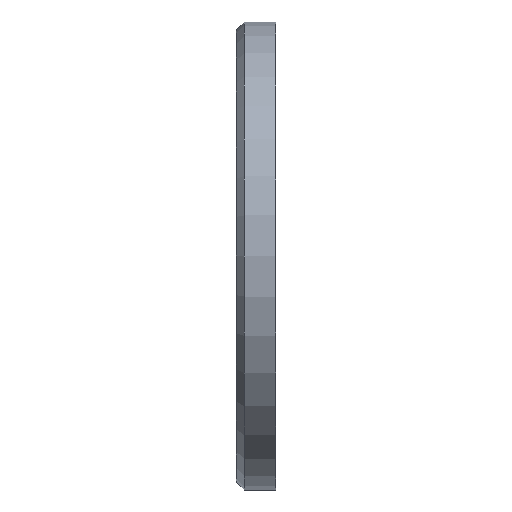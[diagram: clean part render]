
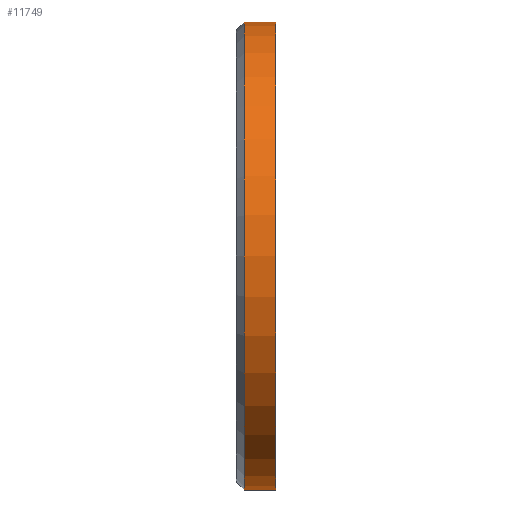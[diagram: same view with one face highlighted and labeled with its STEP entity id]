
A CAD part, left-side view. The second image highlights one B-rep face of the part: STEP entity #11749.
In plain terms, the highlighted cylindrical face has radius 60 mm (diameter 120 mm), a partial arc.
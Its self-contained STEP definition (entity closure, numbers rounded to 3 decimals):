
#316 = AXIS2_PLACEMENT_3D ( 'NONE', #14277, #8469, #1470 ) ;
#468 = VERTEX_POINT ( 'NONE', #1152 ) ;
#1152 = CARTESIAN_POINT ( 'NONE',  ( 0., 0., -60. ) ) ;
#1211 = CARTESIAN_POINT ( 'NONE',  ( 0., 10., 0. ) ) ;
#1313 = DIRECTION ( 'NONE',  ( 0., -1., 0. ) ) ;
#1470 = DIRECTION ( 'NONE',  ( 0., 0., 1. ) ) ;
#1538 = VERTEX_POINT ( 'NONE', #1922 ) ;
#1922 = CARTESIAN_POINT ( 'NONE',  ( 0., 0., 60. ) ) ;
#1987 = CIRCLE ( 'NONE', #316, 60. ) ;
#2144 = CARTESIAN_POINT ( 'NONE',  ( 0., 0., 0. ) ) ;
#2978 = DIRECTION ( 'NONE',  ( 0., -1., 0. ) ) ;
#3104 = VECTOR ( 'NONE', #12976, 1000. ) ;
#3390 = VECTOR ( 'NONE', #2978, 1000. ) ;
#3566 = DIRECTION ( 'NONE',  ( 0., 0., -1. ) ) ;
#4158 = CARTESIAN_POINT ( 'NONE',  ( 0., 8., -60. ) ) ;
#4283 = VERTEX_POINT ( 'NONE', #4158 ) ;
#4709 = EDGE_CURVE ( 'NONE', #10244, #4283, #1987, .T. ) ;
#4882 = FACE_OUTER_BOUND ( 'NONE', #8286, .T. ) ;
#5110 = EDGE_CURVE ( 'NONE', #10244, #1538, #9287, .T. ) ;
#5884 = DIRECTION ( 'NONE',  ( 0., 1., 0. ) ) ;
#6161 = CIRCLE ( 'NONE', #13074, 60. ) ;
#6453 = ORIENTED_EDGE ( 'NONE', *, *, #8059, .T. ) ;
#6622 = ORIENTED_EDGE ( 'NONE', *, *, #4709, .T. ) ;
#8059 = EDGE_CURVE ( 'NONE', #468, #1538, #6161, .T. ) ;
#8286 = EDGE_LOOP ( 'NONE', ( #14661, #6622, #10363, #6453 ) ) ;
#8469 = DIRECTION ( 'NONE',  ( 0., -1., 0. ) ) ;
#9287 = LINE ( 'NONE', #13123, #3104 ) ;
#10244 = VERTEX_POINT ( 'NONE', #12832 ) ;
#10363 = ORIENTED_EDGE ( 'NONE', *, *, #14656, .T. ) ;
#10588 = DIRECTION ( 'NONE',  ( 0., 0., 1. ) ) ;
#10769 = AXIS2_PLACEMENT_3D ( 'NONE', #1211, #1313, #3566 ) ;
#11001 = CARTESIAN_POINT ( 'NONE',  ( 0., 10., -60. ) ) ;
#11287 = CYLINDRICAL_SURFACE ( 'NONE', #10769, 60. ) ;
#11749 = ADVANCED_FACE ( 'NONE', ( #4882 ), #11287, .T. ) ;
#11771 = LINE ( 'NONE', #11001, #3390 ) ;
#12832 = CARTESIAN_POINT ( 'NONE',  ( 0., 8., 60. ) ) ;
#12976 = DIRECTION ( 'NONE',  ( 0., -1., 0. ) ) ;
#13074 = AXIS2_PLACEMENT_3D ( 'NONE', #2144, #5884, #10588 ) ;
#13123 = CARTESIAN_POINT ( 'NONE',  ( 0., 10., 60. ) ) ;
#14277 = CARTESIAN_POINT ( 'NONE',  ( 0., 8., 0. ) ) ;
#14656 = EDGE_CURVE ( 'NONE', #4283, #468, #11771, .T. ) ;
#14661 = ORIENTED_EDGE ( 'NONE', *, *, #5110, .F. ) ;
